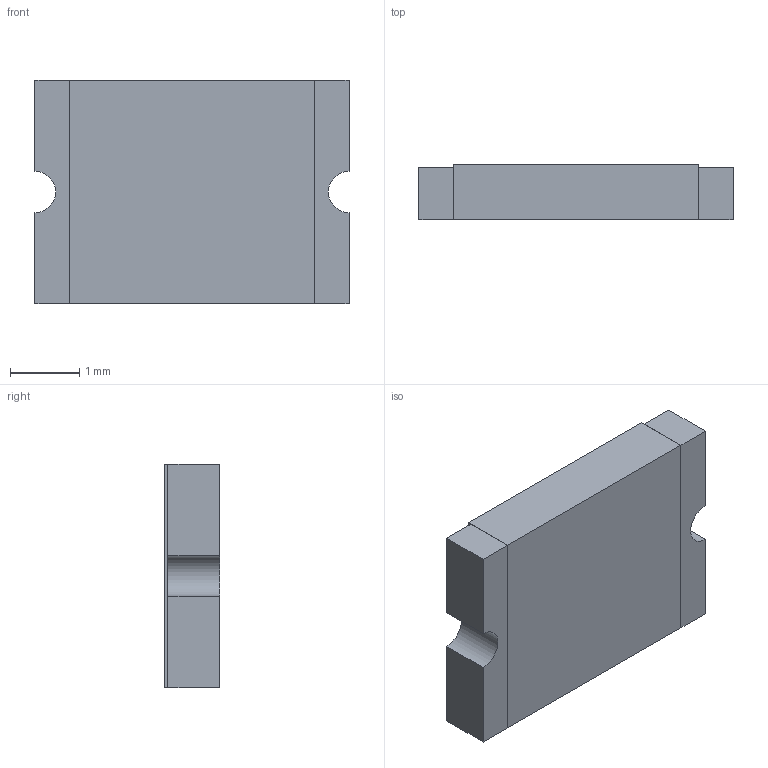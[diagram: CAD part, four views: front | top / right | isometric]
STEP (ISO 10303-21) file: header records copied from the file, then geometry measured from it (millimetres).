
FILE_DESCRIPTION(/* description */ (''),/* implementation_level */ '2;1');
FILE_NAME(/* name */ 'mSMD-150.step',/* time_stamp */ '2021-03-20T13:38:20-06:00',/* author */ (''),/* organization */ (''),/* preprocessor_version */ 'ST-DEVELOPER v18.1',/* originating_system */ 'Autodesk Translation Framework v9.10.0.1330',/* authorisation */ '');
FILE_SCHEMA (('AUTOMOTIVE_DESIGN { 1 0 10303 214 3 1 1 }'));
Length unit declared in the file: millimetre
Products named in the file (1): FUSE
Bounding box: 4.55 x 0.8 x 3.24 mm (x, y, z)
Volume: 11.4 mm3; surface area: 52.1 mm2
Topology: 3 solids, 3 shells, 100 faces, 270 edges, 180 vertices
Faces by surface type: plane 54, bspline 44, cylinder 2
Entity records: 3574 total; most frequent: CARTESIAN_POINT 1299, ORIENTED_EDGE 540, DIRECTION 300, EDGE_CURVE 270, VERTEX_POINT 180, LINE 178, VECTOR 178, EDGE_LOOP 104
